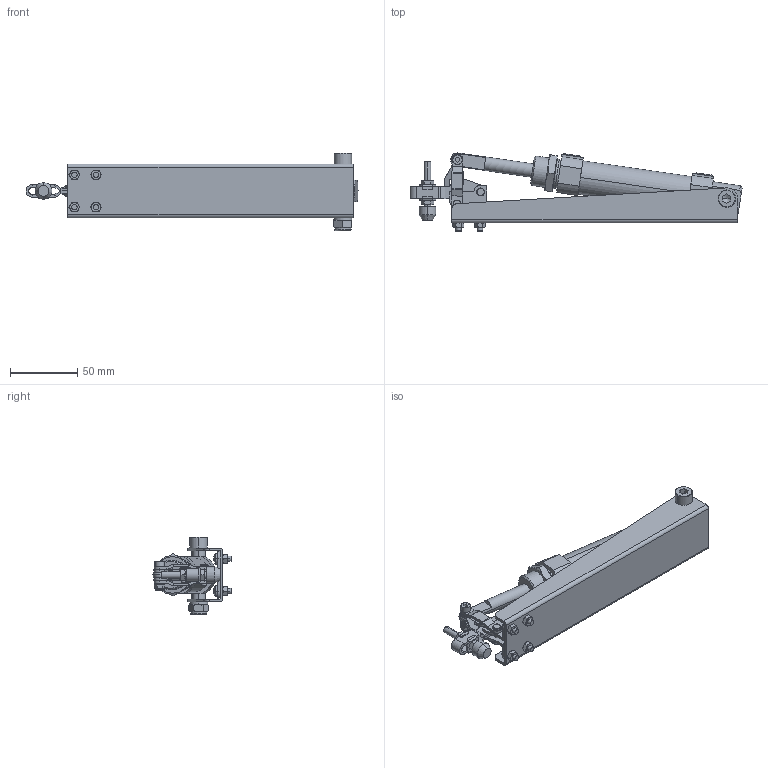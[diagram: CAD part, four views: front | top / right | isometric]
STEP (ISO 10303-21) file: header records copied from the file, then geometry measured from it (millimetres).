
FILE_DESCRIPTION (( 'STEP AP214' ), '1' );
FILE_NAME ('GH-10750-A(Â²¤Æ).STEP', '2020-07-27T01:55:04', ( 'LinWei' ), ( '' ), 'SwSTEP 2.0', 'SolidWorks 2016', '' );
FILE_SCHEMA (( 'AUTOMOTIVE_DESIGN' ));
Length unit declared in the file: millimetre
Products named in the file (8): GH-10752-B 壓把-1^GH-10750-A(簡化); SDA serial cylinder A_SDA 25×50-1^GH-10750-A(簡化); Group7^GH-10750-A(簡化); Group5^GH-10750-A(簡化); Group4^GH-10750-A(簡化); Group2^GH-10750-A(簡化); Group1^GH-10750-A(簡化); GH-10750-A(簡化)
Assembly tree (7 placements, depth 2):
  GH-10750-A(簡化)
    Group1^GH-10750-A(簡化)
    Group2^GH-10750-A(簡化)
    Group4^GH-10750-A(簡化)
    Group5^GH-10750-A(簡化)
    Group7^GH-10750-A(簡化)
    SDA serial cylinder A_SDA 25×50-1^GH-10750-A(簡化)
    GH-10752-B 壓把-1^GH-10750-A(簡化)
Bounding box: 246.75 x 58 x 57.58 mm (x, y, z)
Volume: 110971.8 mm3; surface area: 76272 mm2
Topology: 9 solids, 9 shells, 683 faces, 1583 edges, 966 vertices
Faces by surface type: plane 348, cylinder 217, cone 106, torus 6, bspline 4, sphere 2
Entity records: 23003 total; most frequent: CARTESIAN_POINT 4352, DIRECTION 3281, ORIENTED_EDGE 3162, EDGE_CURVE 1581, AXIS2_PLACEMENT_3D 1255, VERTEX_POINT 966, LINE 771, VECTOR 771
